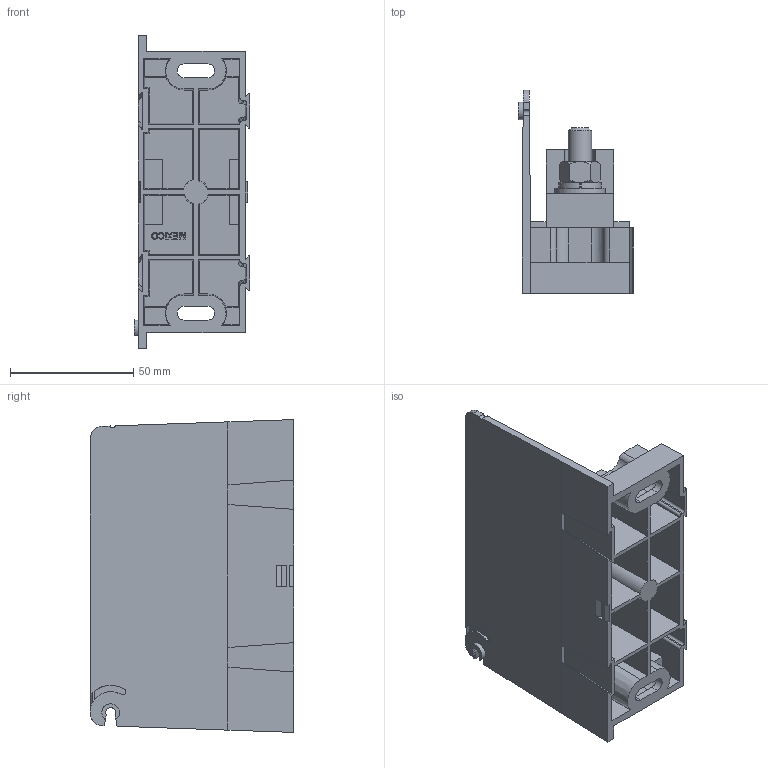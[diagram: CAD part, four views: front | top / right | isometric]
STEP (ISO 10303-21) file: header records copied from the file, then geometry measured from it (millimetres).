
FILE_DESCRIPTION (( 'STEP AP214' ), '1' );
FILE_NAME ('701947rev-ADDER.STEP', '2013-12-14T12:43:53', ( '' ), ( '' ), 'SwSTEP 2.0', 'SolidWorks 2013', '' );
FILE_SCHEMA (( 'AUTOMOTIVE_DESIGN' ));
Length unit declared in the file: inch
Products named in the file (9): 701947rev-ADDER; 701947rev-ADDER_1_6; 701947rev-ADDER_1_4; 701947rev-ADDER_1_8; 701947rev-ADDER_1; 701947rev-ADDER_1_2; 701947rev-ADDER_1_5; 701947rev-ADDER_1_7; 701947rev-ADDER_1_3
Assembly tree (8 placements, depth 2):
  701947rev-ADDER
    701947rev-ADDER_1_6
    701947rev-ADDER_1_4
    701947rev-ADDER_1_8
    701947rev-ADDER_1
    701947rev-ADDER_1_2
    701947rev-ADDER_1_5
    701947rev-ADDER_1_7
    701947rev-ADDER_1_3
Bounding box: 46.93 x 82.55 x 127.01 mm (x, y, z)
Surface area: 69511.3 mm2 (no closed solid volume)
Topology: 0 solids, 8 shells, 457 faces, 1215 edges, 790 vertices
Faces by surface type: plane 253, cylinder 109, cone 64, bspline 31
Full cylindrical faces by diameter (mm): 4.928 x1, 6.909 x1, 9.525 x2, 9.576 x2, 10.312 x1, 10.795 x1, 12.7 x1, 14.097 x1, 15.875 x1, 15.991 x11, 17.475 x9, 17.78 x1, 19.05 x1, 20.625 x1
Entity records: 30171 total; most frequent: CARTESIAN_POINT 13738, ORIENTED_EDGE 2172, DIRECTION 1905, EDGE_CURVE 1101, VERTEX_POINT 751, VECTOR 681, LINE 681, AXIS2_PLACEMENT_3D 612
